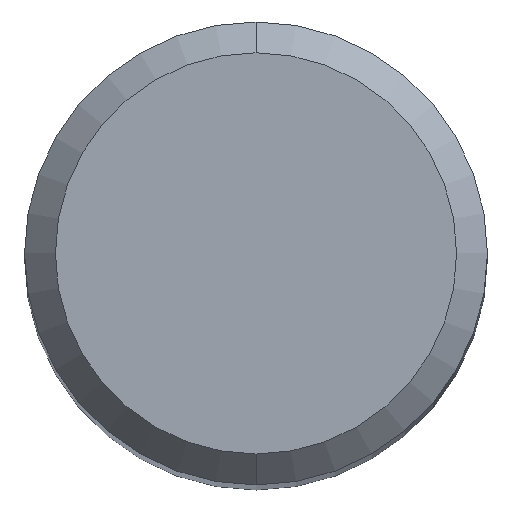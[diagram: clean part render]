
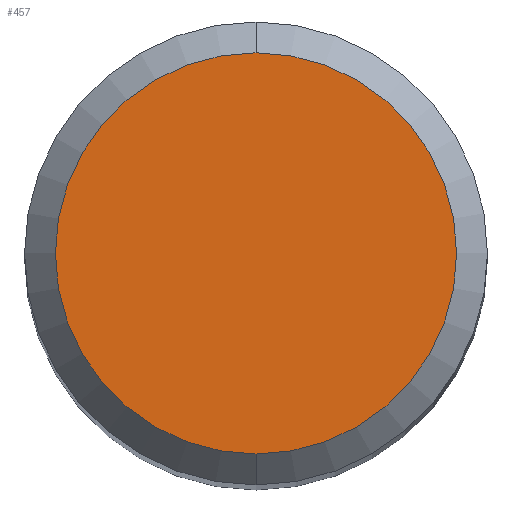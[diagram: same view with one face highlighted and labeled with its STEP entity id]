
A CAD part, top view. The second image highlights one B-rep face of the part: STEP entity #457.
In plain terms, the highlighted planar face has unit normal (0, 0, 1).
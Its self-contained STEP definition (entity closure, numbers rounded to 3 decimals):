
#247=EDGE_CURVE('',#399,#357,#559,.T.);
#357=VERTEX_POINT('',#685);
#399=VERTEX_POINT('',#731);
#449=EDGE_CURVE('',#357,#399,#784,.T.);
#457=ADVANCED_FACE('',(#793),#794,.T.);
#559=CIRCLE('',#988,2.6);
#685=CARTESIAN_POINT('',(0.,-2.6,0.0));
#731=CARTESIAN_POINT('',(0.0,2.6,0.0));
#784=CIRCLE('',#1423,2.6);
#793=FACE_OUTER_BOUND('',#1434,.T.);
#794=PLANE('',#1435);
#988=AXIS2_PLACEMENT_3D('',#1511,#1512,#1513);
#1423=AXIS2_PLACEMENT_3D('',#1783,#1784,#1785);
#1434=EDGE_LOOP('',(#1794,#1795));
#1435=AXIS2_PLACEMENT_3D('',#1796,#1797,#1798);
#1511=CARTESIAN_POINT('',(0.0,0.0,0.0));
#1512=DIRECTION('',(0.0,0.0,-1.0));
#1513=DIRECTION('',(0.0,1.0,0.0));
#1783=CARTESIAN_POINT('',(0.0,0.0,0.0));
#1784=DIRECTION('',(0.0,0.0,-1.0));
#1785=DIRECTION('',(0.0,1.0,0.0));
#1794=ORIENTED_EDGE('',*,*,#247,.F.);
#1795=ORIENTED_EDGE('',*,*,#449,.F.);
#1796=CARTESIAN_POINT('',(0.0,1.3,0.0));
#1797=DIRECTION('',(-0.0,0.0,1.0));
#1798=DIRECTION('',(0.0,-1.0,0.0));
